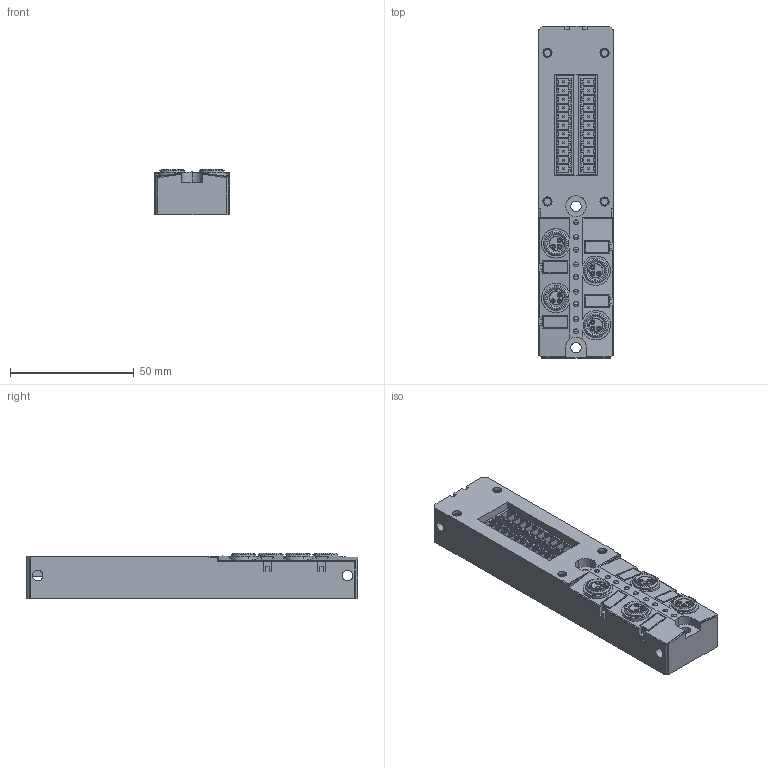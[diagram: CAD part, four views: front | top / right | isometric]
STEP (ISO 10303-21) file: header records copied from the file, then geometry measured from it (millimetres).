
FILE_DESCRIPTION(('CATIA V5 STEP Exchange','CAx-IF Rec.Pracs.--- Model Styling and Organization---1.4--- 2014-01-23'),'2;1');
FILE_NAME ('1352863-2_0', '2022-04-29T06:44:04+00:00', ('none'), ('Weidmueller'), 'CATIA Version 5-6 Release 2016 SP3 HF44', 'CATIA V5 STEP AP214', 'none');
FILE_SCHEMA(('AUTOMOTIVE_DESIGN { 1 0 10303 214 1 1 1 1 }'));
Products named in the file (1): 2819010000
Bounding box: 30 x 133.9 x 18.2 mm (x, y, z)
Volume: 60428.4 mm3; surface area: 26892.1 mm2
Topology: 47 solids, 62 shells, 1820 faces, 4522 edges, 2922 vertices
Faces by surface type: plane 1172, cylinder 384, cone 172, torus 48, sphere 28, bspline 16
Entity records: 56075 total; most frequent: CARTESIAN_POINT 14493, ORIENTED_EDGE 9036, DIRECTION 7275, EDGE_CURVE 4518, VECTOR 3161, LINE 3161, VERTEX_POINT 2922, AXIS2_PLACEMENT_3D 2429
